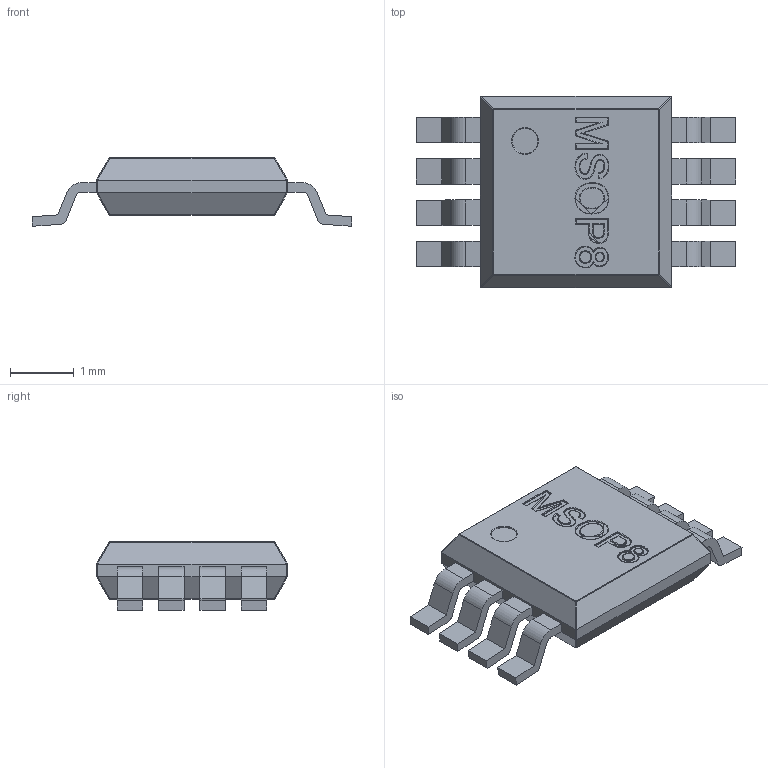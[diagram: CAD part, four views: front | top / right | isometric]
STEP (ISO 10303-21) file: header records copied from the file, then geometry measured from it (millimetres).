
FILE_DESCRIPTION(('FreeCAD Model'),'2;1');
FILE_NAME('User Library-MSOP-8-2.step','2016-07-08T10:16:14',('Author'),(''), 'Open CASCADE STEP processor 6.8','FreeCAD','Unknown');
FILE_SCHEMA(('AUTOMOTIVE_DESIGN_CC2 { 1 2 10303 214 -1 1 5 4 }'));
Products named in the file (1): User_Library-MSOP-8-2
Bounding box: 5.02 x 3 x 1.07 mm (x, y, z)
Volume: 7.9 mm3; surface area: 36.7 mm2
Topology: 1 solids, 1 shells, 290 faces, 723 edges, 445 vertices
Faces by surface type: plane 119, bspline 92, cylinder 69, sphere 8, torus 2
Entity records: 40644 total; most frequent: CARTESIAN_POINT 26230, DIRECTION 1650, ORIENTED_EDGE 1430, PCURVE 1430, DEFINITIONAL_REPRESENTATION 1430, LINE 1028, VECTOR 1028, B_SPLINE_CURVE_WITH_KNOTS 904
